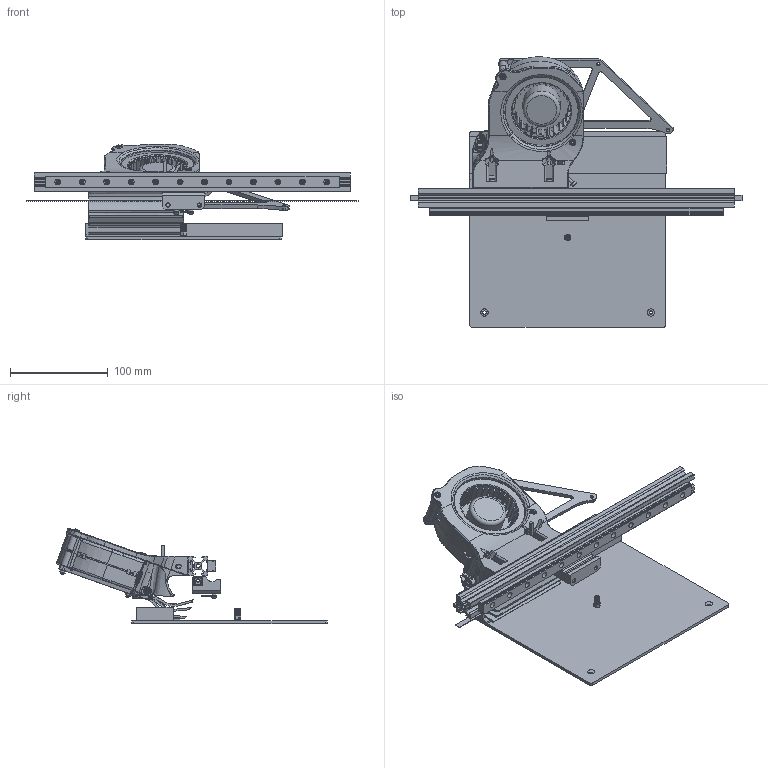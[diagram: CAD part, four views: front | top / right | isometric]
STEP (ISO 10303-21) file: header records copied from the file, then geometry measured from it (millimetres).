
FILE_DESCRIPTION(/* description */ (''),/* implementation_level */ '2;1');
FILE_NAME(/* name */ 'Aux Fan UHF.step',/* time_stamp */ '2024-04-22T16:52:10Z',/* author */ (''),/* organization */ (''),/* preprocessor_version */ 'ST-DEVELOPER v20',/* originating_system */ 'Autodesk Translation Framework v12.20.1.177',/* authorisation */ '');
FILE_SCHEMA (('AUTOMOTIVE_DESIGN { 1 0 10303 214 3 1 1 }'));
Products named in the file (19): Aux Fan; REF UHF (1); ADXL; REF Block UHF (1); Fan Blower 97x33; Fins; Hardware; HW1868SC; HW1508NC; Screw Button Head M3 12mm; Washer M3 7x0.5mm; HW1665NC; HW1292SC; Heat Insert M3 Short 5x4; Spring; Top; Joining Bracket; Flap UHF REF Pos; Flap UHF
Assembly tree (32 placements, depth 3):
  Aux Fan
    REF UHF (1)
      ADXL
    REF Block UHF (1)
    Fan Blower 97x33
    Fins
    Hardware
      HW1868SC  x2
      HW1508NC  x2
      Washer M3 7x0.5mm  x4
      Screw Button Head M3 12mm  x2
      Heat Insert M3 Short 5x4  x3
      HW1665NC  x2
      HW1292SC  x4
      Spring
    Top
    Joining Bracket
    Flap UHF
    Flap UHF REF Pos
      Flap UHF  x2
Bounding box: 339.35 x 276.32 x 97.7 mm (x, y, z)
Volume: 538211 mm3; surface area: 355085 mm2
Topology: 54 solids, 54 shells, 2604 faces, 6853 edges, 4374 vertices
Faces by surface type: plane 1125, cylinder 646, bspline 607, cone 170, torus 32, sphere 24
Full cylindrical faces by diameter (mm): 0.344 x2, 0.4 x1, 1 x1, 1.8 x1, 2 x1, 2.1 x6, 2.3 x2, 2.529 x20, 2.927 x6, 2.965 x6, 3 x8, 3.086 x21, 3.2 x5, 3.3 x12, 3.321 x3, 3.4 x2, 3.485 x2, 3.5 x16, 3.726 x3, 4 x6, 4.2 x2, 4.23 x1, 4.25 x3, 4.4 x2, 4.5 x6, 4.744 x4, 4.9 x2, 5 x1, 5.5 x6, 5.7 x4
Entity records: 127203 total; most frequent: CARTESIAN_POINT 80402, ORIENTED_EDGE 10600, DIRECTION 8028, EDGE_CURVE 5300, VERTEX_POINT 3401, AXIS2_PLACEMENT_3D 2717, LINE 2594, VECTOR 2594
